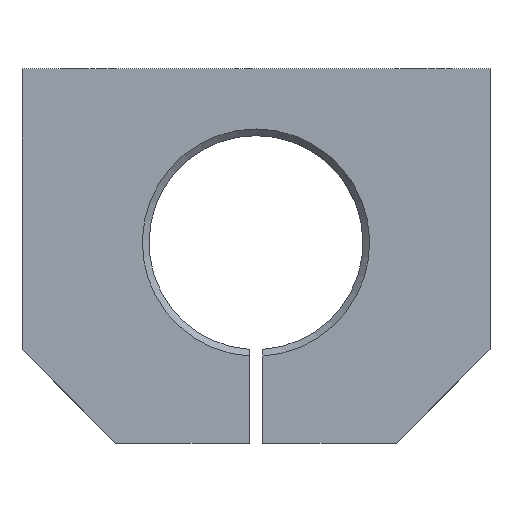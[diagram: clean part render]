
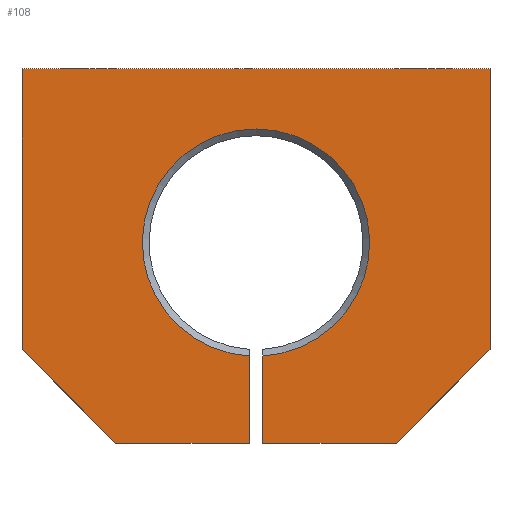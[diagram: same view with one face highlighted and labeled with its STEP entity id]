
A CAD part, front view. The second image highlights one B-rep face of the part: STEP entity #108.
In plain terms, the highlighted planar face has unit normal (0, -1, 0).
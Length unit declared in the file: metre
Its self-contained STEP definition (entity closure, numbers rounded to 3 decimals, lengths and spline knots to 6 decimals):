
#108 = ADVANCED_FACE( '', ( #237 ), #238, .F. );
#237 = FACE_OUTER_BOUND( '', #387, .T. );
#238 = PLANE( '', #388 );
#387 = EDGE_LOOP( '', ( #668, #669, #670, #671, #672, #673, #674, #675, #676, #677 ) );
#388 = AXIS2_PLACEMENT_3D( '', #678, #679, #680 );
#668 = ORIENTED_EDGE( '', *, *, #945, .F. );
#669 = ORIENTED_EDGE( '', *, *, #958, .F. );
#670 = ORIENTED_EDGE( '', *, *, #959, .T. );
#671 = ORIENTED_EDGE( '', *, *, #953, .F. );
#672 = ORIENTED_EDGE( '', *, *, #922, .F. );
#673 = ORIENTED_EDGE( '', *, *, #960, .F. );
#674 = ORIENTED_EDGE( '', *, *, #877, .F. );
#675 = ORIENTED_EDGE( '', *, *, #860, .F. );
#676 = ORIENTED_EDGE( '', *, *, #934, .F. );
#677 = ORIENTED_EDGE( '', *, *, #893, .F. );
#678 = CARTESIAN_POINT( '', ( -0.0175, -0.031, 0.014 ) );
#679 = DIRECTION( '', ( 0., 1., 0. ) );
#680 = DIRECTION( '', ( 0., 0., 1. ) );
#860 = EDGE_CURVE( '', #1021, #1023, #1024, .T. );
#877 = EDGE_CURVE( '', #1023, #1038, #1052, .T. );
#893 = EDGE_CURVE( '', #1079, #1081, #1082, .T. );
#922 = EDGE_CURVE( '', #1126, #1128, #1129, .T. );
#934 = EDGE_CURVE( '', #1081, #1021, #1144, .T. );
#945 = EDGE_CURVE( '', #1157, #1079, #1159, .T. );
#953 = EDGE_CURVE( '', #1128, #1168, #1169, .T. );
#958 = EDGE_CURVE( '', #1176, #1157, #1177, .T. );
#959 = EDGE_CURVE( '', #1176, #1168, #1178, .T. );
#960 = EDGE_CURVE( '', #1038, #1126, #1179, .T. );
#1021 = VERTEX_POINT( '', #1255 );
#1023 = VERTEX_POINT( '', #1258 );
#1024 = LINE( '', #1259, #1260 );
#1038 = VERTEX_POINT( '', #1279 );
#1052 = LINE( '', #1301, #1302 );
#1079 = VERTEX_POINT( '', #1338 );
#1081 = VERTEX_POINT( '', #1341 );
#1082 = LINE( '', #1342, #1343 );
#1126 = VERTEX_POINT( '', #1398 );
#1128 = VERTEX_POINT( '', #1401 );
#1129 = LINE( '', #1402, #1403 );
#1144 = LINE( '', #1423, #1424 );
#1157 = VERTEX_POINT( '', #1442 );
#1159 = LINE( '', #1445, #1446 );
#1168 = VERTEX_POINT( '', #1459 );
#1169 = LINE( '', #1460, #1461 );
#1176 = VERTEX_POINT( '', #1475 );
#1177 = LINE( '', #1476, #1477 );
#1178 = CIRCLE( '', #1478, 0.0085 );
#1179 = LINE( '', #1479, #1480 );
#1255 = CARTESIAN_POINT( '', ( -0.0175, -0.031, 0.014 ) );
#1258 = CARTESIAN_POINT( '', ( 0.0175, -0.031, 0.014 ) );
#1259 = CARTESIAN_POINT( '', ( -0.0175, -0.031, 0.014 ) );
#1260 = VECTOR( '', #1602, 1. );
#1279 = CARTESIAN_POINT( '', ( 0.0175, -0.031, -0.007 ) );
#1301 = CARTESIAN_POINT( '', ( 0.0175, -0.031, 0.014 ) );
#1302 = VECTOR( '', #1619, 1. );
#1338 = CARTESIAN_POINT( '', ( -0.0105, -0.031, -0.014 ) );
#1341 = CARTESIAN_POINT( '', ( -0.0175, -0.031, -0.007 ) );
#1342 = CARTESIAN_POINT( '', ( -0.0175, -0.031, -0.007 ) );
#1343 = VECTOR( '', #1636, 1. );
#1398 = CARTESIAN_POINT( '', ( 0.0105, -0.031, -0.014 ) );
#1401 = CARTESIAN_POINT( '', ( 0.000501, -0.031, -0.014 ) );
#1402 = CARTESIAN_POINT( '', ( 0.0105, -0.031, -0.014 ) );
#1403 = VECTOR( '', #1679, 1. );
#1423 = CARTESIAN_POINT( '', ( -0.0175, -0.031, 0.014 ) );
#1424 = VECTOR( '', #1694, 1. );
#1442 = CARTESIAN_POINT( '', ( -0.000501, -0.031, -0.014 ) );
#1445 = CARTESIAN_POINT( '', ( 0.0105, -0.031, -0.014 ) );
#1446 = VECTOR( '', #1707, 1. );
#1459 = CARTESIAN_POINT( '', ( 0.000501, -0.031, -0.007485 ) );
#1460 = CARTESIAN_POINT( '', ( 0.000501, -0.031, -0.014 ) );
#1461 = VECTOR( '', #1712, 1. );
#1475 = CARTESIAN_POINT( '', ( -0.000501, -0.031, -0.007485 ) );
#1476 = CARTESIAN_POINT( '', ( -0.000501, -0.031, 0. ) );
#1477 = VECTOR( '', #1714, 1. );
#1478 = AXIS2_PLACEMENT_3D( '', #1715, #1716, #1717 );
#1479 = CARTESIAN_POINT( '', ( 0.0175, -0.031, -0.007 ) );
#1480 = VECTOR( '', #1718, 1. );
#1602 = DIRECTION( '', ( 1., 0., 0. ) );
#1619 = DIRECTION( '', ( 0., 0., -1. ) );
#1636 = DIRECTION( '', ( -0.707, 0., 0.707 ) );
#1679 = DIRECTION( '', ( -1., 0., 0. ) );
#1694 = DIRECTION( '', ( 0., 0., 1. ) );
#1707 = DIRECTION( '', ( -1., 0., 0. ) );
#1712 = DIRECTION( '', ( 0., 0., 1. ) );
#1714 = DIRECTION( '', ( 0., 0., -1. ) );
#1715 = CARTESIAN_POINT( '', ( 0., -0.031, 0.001 ) );
#1716 = DIRECTION( '', ( 0., 1., 0. ) );
#1717 = DIRECTION( '', ( 0., 0., 1. ) );
#1718 = DIRECTION( '', ( -0.707, 0., -0.707 ) );
